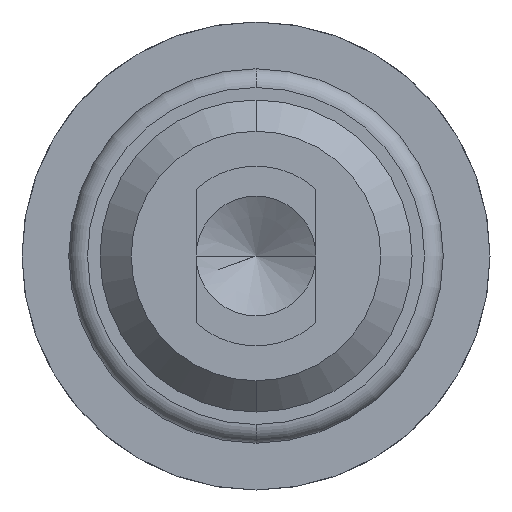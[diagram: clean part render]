
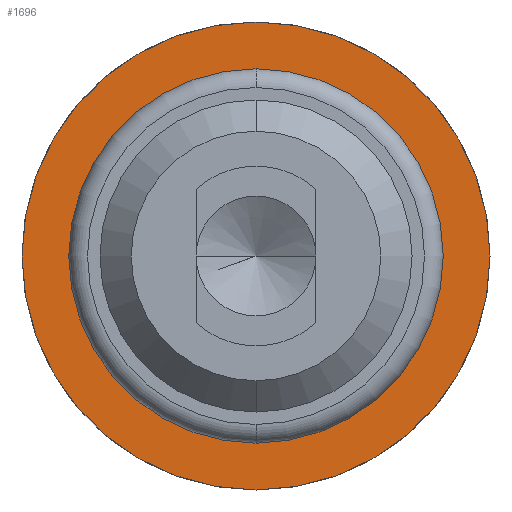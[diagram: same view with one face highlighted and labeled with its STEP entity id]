
A CAD part, front view. The second image highlights one B-rep face of the part: STEP entity #1696.
In plain terms, the highlighted planar face has unit normal (0, -1, 0).
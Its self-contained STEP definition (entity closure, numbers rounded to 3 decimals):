
#17 = DIRECTION ( 'NONE',  ( 0., -1., 0. ) ) ;
#39 = DIRECTION ( 'NONE',  ( 0., 0., -1. ) ) ;
#392 = CARTESIAN_POINT ( 'NONE',  ( 0., 20., 1.875 ) ) ;
#438 = CIRCLE ( 'NONE', #3631, 1.875 ) ;
#617 = CARTESIAN_POINT ( 'NONE',  ( 0., 20., -1.5 ) ) ;
#687 = EDGE_CURVE ( 'Defeature ausgef�hrt3_6+Defeature ausgef�hrt3_7+Defeature ausgef�hrt3_7+Defeature ausgef�hrt3_7', #1442, #2278, #3756, .T. ) ;
#706 = ORIENTED_EDGE ( 'NONE', *, *, #687, .T. ) ;
#1016 = DIRECTION ( 'NONE',  ( 0., -1., 0. ) ) ;
#1210 = DIRECTION ( 'NONE',  ( 0., 0., -1. ) ) ;
#1225 = DIRECTION ( 'NONE',  ( 0., -1., 0. ) ) ;
#1306 = CARTESIAN_POINT ( 'NONE',  ( 0., 20., 0. ) ) ;
#1442 = VERTEX_POINT ( 'NONE', #392 ) ;
#1462 = FACE_BOUND ( 'NONE', #3132, .T. ) ;
#1493 = AXIS2_PLACEMENT_3D ( 'NONE', #2451, #1887, #1861 ) ;
#1532 = DIRECTION ( 'NONE',  ( 0., 0., -1. ) ) ;
#1551 = CARTESIAN_POINT ( 'NONE',  ( 0., 20., 1.5 ) ) ;
#1656 = FACE_OUTER_BOUND ( 'NONE', #3392, .T. ) ;
#1696 = ADVANCED_FACE ( 'Defeature ausgef�hrt3_6', ( #1656, #1462 ), #2440, .T. ) ;
#1813 = DIRECTION ( 'NONE',  ( 0., -1., 0. ) ) ;
#1861 = DIRECTION ( 'NONE',  ( 0., 0., -1. ) ) ;
#1875 = ORIENTED_EDGE ( 'NONE', *, *, #3062, .F. ) ;
#1887 = DIRECTION ( 'NONE',  ( 0., -1., 0. ) ) ;
#2278 = VERTEX_POINT ( 'NONE', #2433 ) ;
#2288 = VERTEX_POINT ( 'NONE', #1551 ) ;
#2433 = CARTESIAN_POINT ( 'NONE',  ( 0., 20., -1.875 ) ) ;
#2440 = PLANE ( 'NONE',  #3794 ) ;
#2449 = CIRCLE ( 'NONE', #2610, 1.5 ) ;
#2451 = CARTESIAN_POINT ( 'NONE',  ( 0., 20., 0. ) ) ;
#2483 = CARTESIAN_POINT ( 'NONE',  ( 0., 20., 0. ) ) ;
#2610 = AXIS2_PLACEMENT_3D ( 'NONE', #1306, #1016, #3436 ) ;
#2641 = CIRCLE ( 'NONE', #1493, 1.5 ) ;
#2742 = CARTESIAN_POINT ( 'NONE',  ( 1.5, 20., 0. ) ) ;
#2743 = AXIS2_PLACEMENT_3D ( 'NONE', #2483, #17, #39 ) ;
#3062 = EDGE_CURVE ( 'Defeature ausgef�hrt3_5+Defeature ausgef�hrt3_6+Defeature ausgef�hrt3_6+Defeature ausgef�hrt3_6', #2288, #3155, #2641, .T. ) ;
#3132 = EDGE_LOOP ( 'NONE', ( #3814, #1875 ) ) ;
#3155 = VERTEX_POINT ( 'NONE', #617 ) ;
#3203 = ORIENTED_EDGE ( 'NONE', *, *, #3633, .T. ) ;
#3392 = EDGE_LOOP ( 'NONE', ( #3203, #706 ) ) ;
#3436 = DIRECTION ( 'NONE',  ( 0., 0., -1. ) ) ;
#3615 = CARTESIAN_POINT ( 'NONE',  ( 0., 20., 0. ) ) ;
#3631 = AXIS2_PLACEMENT_3D ( 'NONE', #3615, #1813, #1210 ) ;
#3633 = EDGE_CURVE ( 'Defeature ausgef�hrt3_6+Defeature ausgef�hrt3_7+Defeature ausgef�hrt3_7+Defeature ausgef�hrt3_7', #2278, #1442, #438, .T. ) ;
#3751 = EDGE_CURVE ( 'Defeature ausgef�hrt3_5+Defeature ausgef�hrt3_6+Defeature ausgef�hrt3_6+Defeature ausgef�hrt3_6', #3155, #2288, #2449, .T. ) ;
#3756 = CIRCLE ( 'NONE', #2743, 1.875 ) ;
#3794 = AXIS2_PLACEMENT_3D ( 'NONE', #2742, #1225, #1532 ) ;
#3814 = ORIENTED_EDGE ( 'NONE', *, *, #3751, .F. ) ;
